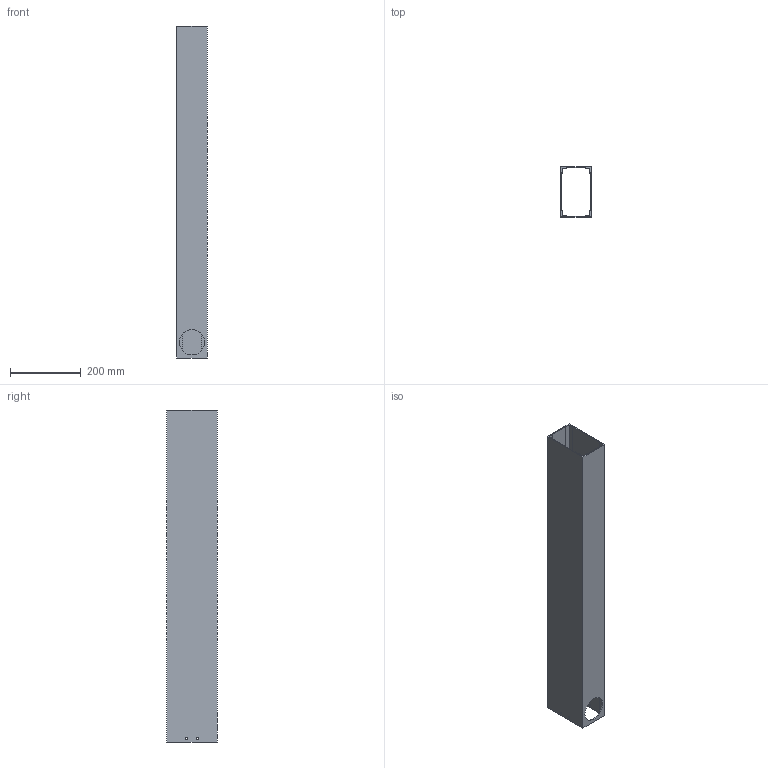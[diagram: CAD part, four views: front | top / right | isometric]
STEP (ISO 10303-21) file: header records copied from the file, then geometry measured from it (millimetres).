
FILE_DESCRIPTION (( 'STEP AP214' ), '1' );
FILE_NAME ('poptop tube.STEP', '2025-04-25T13:51:02', ( 'Brian Williams' ), ( 'Home' ), 'SwSTEP 2.0', 'SolidWorks 2003240', '' );
FILE_SCHEMA (( 'AUTOMOTIVE_DESIGN' ));
Length unit declared in the file: inch
Products named in the file (1): poptop tube
Bounding box: 87.38 x 142.62 x 939.8 mm (x, y, z)
Volume: 1195881.3 mm3; surface area: 842552.7 mm2
Topology: 1 solids, 1 shells, 39 faces, 114 edges, 76 vertices
Faces by surface type: plane 29, cylinder 10
Entity records: 1343 total; most frequent: CARTESIAN_POINT 230, ORIENTED_EDGE 228, DIRECTION 218, EDGE_CURVE 114, VECTOR 90, LINE 90, VERTEX_POINT 76, AXIS2_PLACEMENT_3D 64
